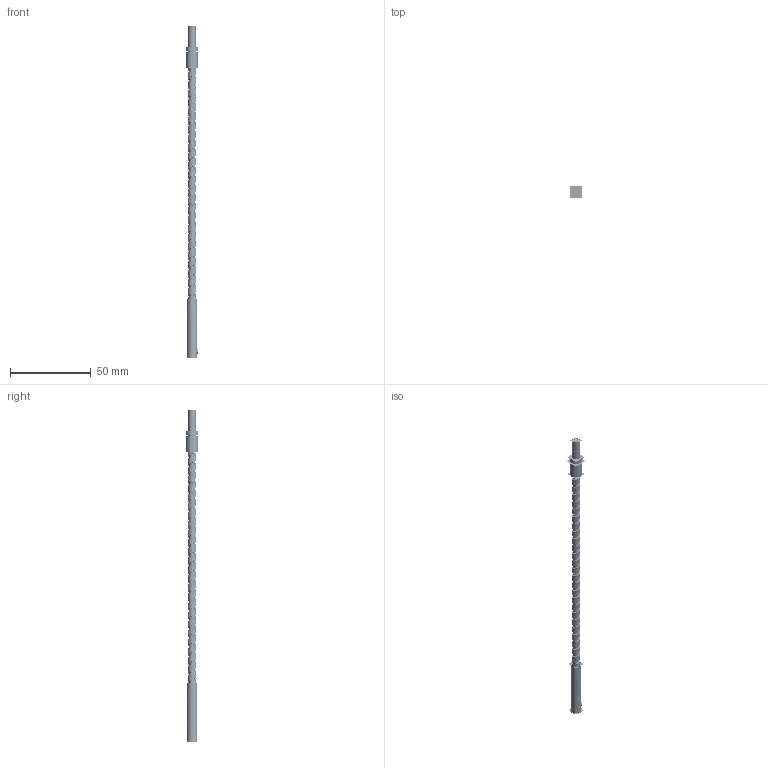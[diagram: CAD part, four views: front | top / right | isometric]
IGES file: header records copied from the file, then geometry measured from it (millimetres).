
Start section:  PTC IGES file: 161915.igs
Global section: file name: 161915.igs; native system: Creo Parametric by Parametric Technology Corporation; preprocessor: 2013230; author: pdmadmin; organization: Unknown; date: 20160209.161710; units: inch
Bounding box: 7.85 x 7.66 x 205.43 mm (x, y, z)
Volume: 1911.7 mm3; surface area: 37318.1 mm2
Topology: 3 solids, 3 shells, 308 faces, 1340 edges, 1592 vertices
Faces by surface type: bspline 244, revolution 64
